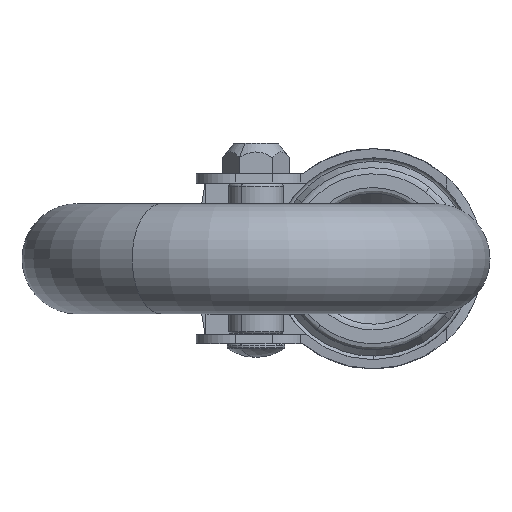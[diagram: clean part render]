
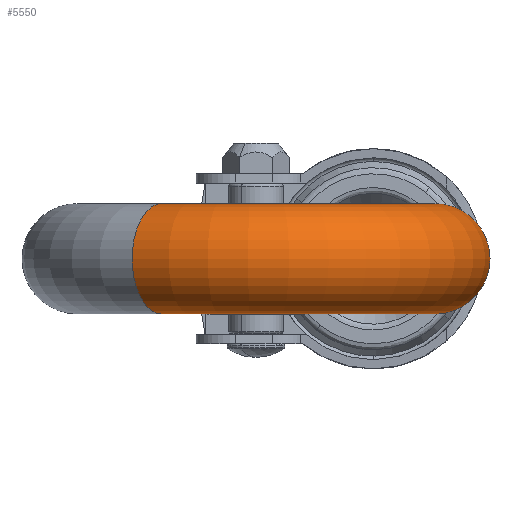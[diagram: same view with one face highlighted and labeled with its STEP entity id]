
A CAD part, front view. The second image highlights one B-rep face of the part: STEP entity #5550.
In plain terms, the highlighted toroidal (fillet/blend) face has major radius 39 mm and minor radius 12 mm.
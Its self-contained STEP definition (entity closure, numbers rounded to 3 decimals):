
#420 = VERTEX_POINT ( 'NONE', #1440 ) ;
#438 = AXIS2_PLACEMENT_3D ( 'NONE', #4276, #16446, #6032 ) ;
#663 = DIRECTION ( 'NONE',  ( 0.529, 0.849, 0. ) ) ;
#1180 = VERTEX_POINT ( 'NONE', #20410 ) ;
#1319 = ORIENTED_EDGE ( 'NONE', *, *, #3640, .F. ) ;
#1329 = CIRCLE ( 'NONE', #14032, 39. ) ;
#1440 = CARTESIAN_POINT ( 'NONE',  ( -46.117, -23.905, 12. ) ) ;
#1577 = DIRECTION ( 'NONE',  ( -0.529, -0.849, 0. ) ) ;
#1686 = CARTESIAN_POINT ( 'NONE',  ( -25.5, 9.2, 0. ) ) ;
#2049 = EDGE_CURVE ( 'NONE', #420, #22416, #2432, .T. ) ;
#2373 = FACE_OUTER_BOUND ( 'NONE', #4577, .T. ) ;
#2432 = CIRCLE ( 'NONE', #14257, 12. ) ;
#3424 = DIRECTION ( 'NONE',  ( 0.529, 0.849, 0. ) ) ;
#3640 = EDGE_CURVE ( 'NONE', #1180, #13135, #20298, .T. ) ;
#4276 = CARTESIAN_POINT ( 'NONE',  ( -25.5, 9.2, -12. ) ) ;
#4577 = EDGE_LOOP ( 'NONE', ( #10237, #10811, #19279, #1319 ) ) ;
#5115 = DIRECTION ( 'NONE',  ( 0., 0., -1. ) ) ;
#5550 = ADVANCED_FACE ( 'NONE', ( #2373 ), #14601, .T. ) ;
#6032 = DIRECTION ( 'NONE',  ( 0.529, 0.849, 0. ) ) ;
#6693 = EDGE_CURVE ( 'NONE', #1180, #420, #1329, .T. ) ;
#7095 = CARTESIAN_POINT ( 'NONE',  ( -25.5, 9.2, 12. ) ) ;
#7139 = AXIS2_PLACEMENT_3D ( 'NONE', #1686, #5115, #3424 ) ;
#7569 = CIRCLE ( 'NONE', #438, 39. ) ;
#8846 = DIRECTION ( 'NONE',  ( 0.529, 0.849, 0. ) ) ;
#10237 = ORIENTED_EDGE ( 'NONE', *, *, #6693, .T. ) ;
#10811 = ORIENTED_EDGE ( 'NONE', *, *, #2049, .T. ) ;
#11112 = DIRECTION ( 'NONE',  ( 0.849, -0.529, 0. ) ) ;
#12049 = DIRECTION ( 'NONE',  ( -0.849, 0.529, 0. ) ) ;
#12451 = EDGE_CURVE ( 'NONE', #13135, #22416, #7569, .T. ) ;
#13135 = VERTEX_POINT ( 'NONE', #22207 ) ;
#14032 = AXIS2_PLACEMENT_3D ( 'NONE', #7095, #19243, #8846 ) ;
#14257 = AXIS2_PLACEMENT_3D ( 'NONE', #21496, #11112, #663 ) ;
#14601 = TOROIDAL_SURFACE ( 'NONE', #7139, 39., 12. ) ;
#16446 = DIRECTION ( 'NONE',  ( 0., 0., -1. ) ) ;
#17905 = AXIS2_PLACEMENT_3D ( 'NONE', #22431, #12049, #1577 ) ;
#19243 = DIRECTION ( 'NONE',  ( 0., 0., -1. ) ) ;
#19279 = ORIENTED_EDGE ( 'NONE', *, *, #12451, .F. ) ;
#20298 = CIRCLE ( 'NONE', #17905, 12. ) ;
#20410 = CARTESIAN_POINT ( 'NONE',  ( -4.883, 42.305, 12. ) ) ;
#21496 = CARTESIAN_POINT ( 'NONE',  ( -46.117, -23.905, 0. ) ) ;
#22181 = CARTESIAN_POINT ( 'NONE',  ( -46.117, -23.905, -12. ) ) ;
#22207 = CARTESIAN_POINT ( 'NONE',  ( -4.883, 42.305, -12. ) ) ;
#22416 = VERTEX_POINT ( 'NONE', #22181 ) ;
#22431 = CARTESIAN_POINT ( 'NONE',  ( -4.883, 42.305, 0. ) ) ;
